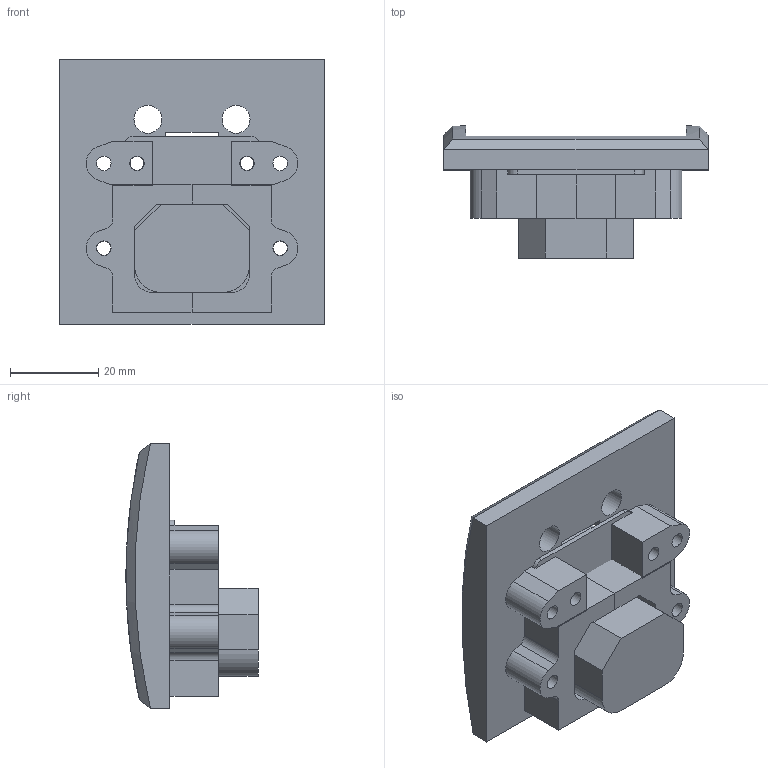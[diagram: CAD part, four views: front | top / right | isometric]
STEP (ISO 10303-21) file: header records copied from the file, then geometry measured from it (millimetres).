
FILE_DESCRIPTION(/* description */ (''),/* implementation_level */ '2;1');
FILE_NAME(/* name */ 'socket_assembly.stp',/* time_stamp */ '2023-10-18T11:37:58+08:00',/* author */ ('310611102'),/* organization */ (''),/* preprocessor_version */ 'ST-DEVELOPER v19',/* originating_system */ 'Autodesk Inventor 2023',/* authorisation */ '');
FILE_SCHEMA (('AUTOMOTIVE_DESIGN { 1 0 10303 214 3 1 1 }'));
Length unit declared in the file: millimetre
Products named in the file (7): socket_assembly; power_signal_socket; Dsub_9pin_female; power_socket_24V_2; power_signal_socket_fixed2; power_signal_socket_fixed1; power_signal_socket_fixed3
Assembly tree (7 placements, depth 2):
  socket_assembly
    power_signal_socket
    Dsub_9pin_female
    power_socket_24V_2
    power_signal_socket_fixed3  x2
    power_signal_socket_fixed2
    power_signal_socket_fixed1
Bounding box: 60 x 30 x 60 mm (x, y, z)
Volume: 28961.1 mm3; surface area: 21337.9 mm2
Topology: 7 solids, 7 shells, 214 faces, 560 edges, 372 vertices
Faces by surface type: plane 165, cylinder 47, cone 2
Full cylindrical faces by diameter (mm): 3.1 x2, 3.2 x4, 3.3 x8, 6.35 x2
Entity records: 6277 total; most frequent: CARTESIAN_POINT 1074, ORIENTED_EDGE 1016, DIRECTION 1008, EDGE_CURVE 508, LINE 408, VECTOR 408, VERTEX_POINT 338, AXIS2_PLACEMENT_3D 300
